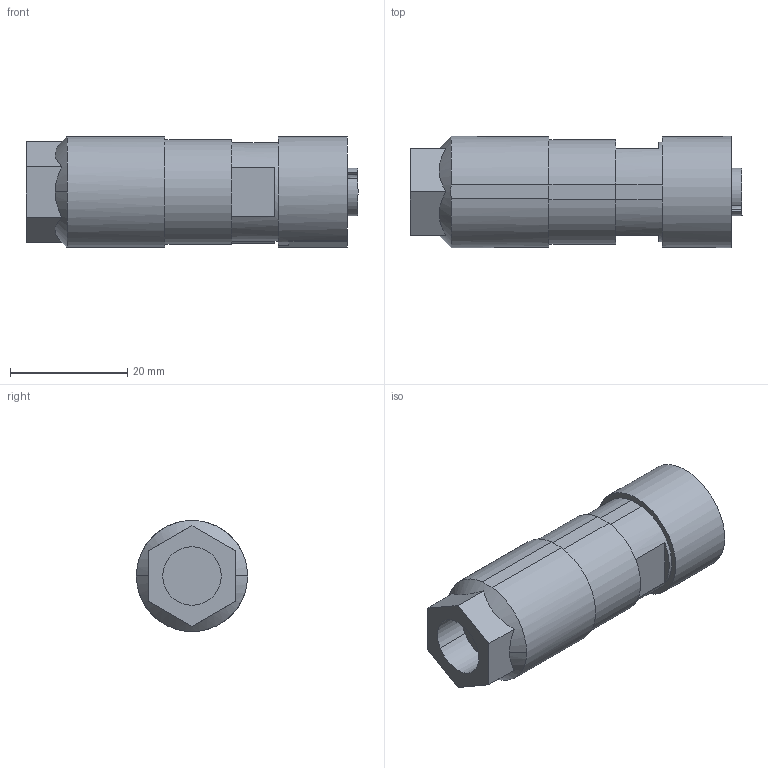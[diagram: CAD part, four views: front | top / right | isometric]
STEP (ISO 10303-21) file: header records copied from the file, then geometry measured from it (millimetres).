
FILE_DESCRIPTION(('SolidDesigner STEP Export'),'2;1');
FILE_NAME('1413934_SACC_FS_2QO_SH_PBPA_SCO-select.stp','2015-01-17T 7:04:45',(''),(''),'Creo Elements/Direct Modeling STEP processor for AP214 (Solid Model)','Creo Elements/Direct Modeling 18.1B 29-Sep-2012 (C) Parametric Technology GmbH','');
FILE_SCHEMA(('AUTOMOTIVE_DESIGN { 1 0 10303 214 1 1 1 1 }'));
Length unit declared in the file: millimetre
Products named in the file (2): 1413934_SACC_FS_2QO_SH_PBPA_SCO-select
Assembly tree (1 placements, depth 2):
  1413934_SACC_FS_2QO_SH_PBPA_SCO-select
    1413934_SACC_FS_2QO_SH_PBPA_SCO-select
Bounding box: 56.74 x 19 x 18.93 mm (x, y, z)
Volume: 13364.1 mm3; surface area: 4585.7 mm2
Topology: 1 solids, 1 shells, 81 faces, 209 edges, 141 vertices
Faces by surface type: plane 46, cylinder 22, cone 12, extrusion 1
Entity records: 3307 total; most frequent: CARTESIAN_POINT 955, ORIENTED_EDGE 418, DIRECTION 363, EDGE_CURVE 209, VERTEX_POINT 141, AXIS2_PLACEMENT_3D 122, VECTOR 119, LINE 118
